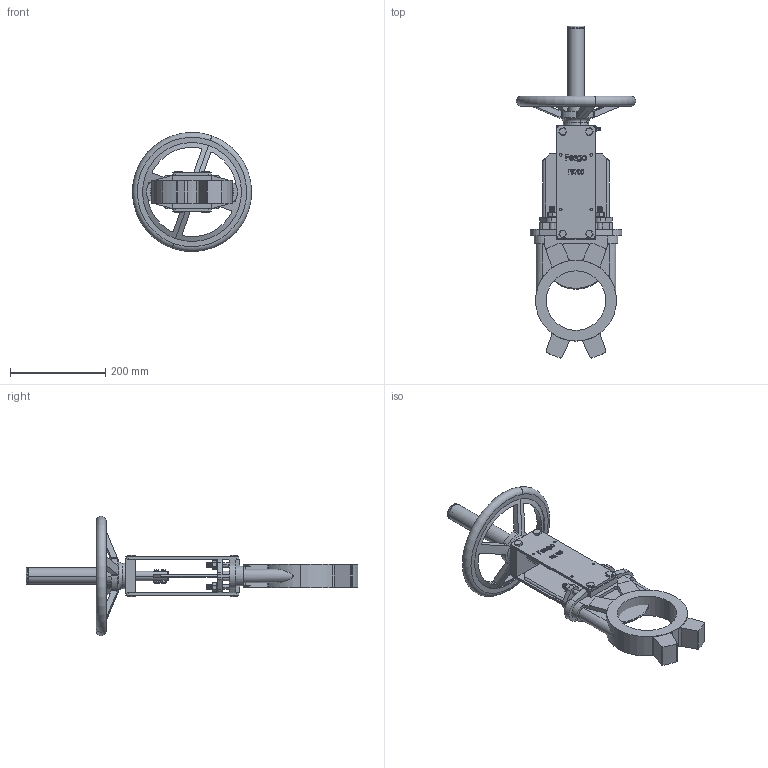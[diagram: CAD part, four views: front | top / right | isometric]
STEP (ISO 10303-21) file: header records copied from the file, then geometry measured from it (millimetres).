
FILE_DESCRIPTION (( 'STEP AP214' ), '1' );
FILE_NAME ('FB700-Plattenschieber-Stoffschieber-DN125-PN10-Handrad-Steigender-Spindel-Fergo.STEP', '2022-09-22T09:23:55', ( '' ), ( '' ), 'SwSTEP 2.0', 'SolidWorks 2022', '' );
FILE_SCHEMA (( 'AUTOMOTIVE_DESIGN' ));
Length unit declared in the file: millimetre
Products named in the file (1): FB700-Plattenschieber-Stoffschieber-DN125-PN10-Handrad-Steigender-Spindel-Fergo
Bounding box: 250.73 x 697.58 x 250.73 mm (x, y, z)
Volume: 2526687.3 mm3; surface area: 519947.3 mm2
Topology: 37 solids, 37 shells, 1465 faces, 3773 edges, 2450 vertices
Faces by surface type: cylinder 588, plane 449, bspline 241, cone 123, torus 64
Entity records: 89076 total; most frequent: CARTESIAN_POINT 54778, ORIENTED_EDGE 7538, DIRECTION 5375, EDGE_CURVE 3769, VERTEX_POINT 2450, AXIS2_PLACEMENT_3D 1923, EDGE_LOOP 1627, VECTOR 1529
